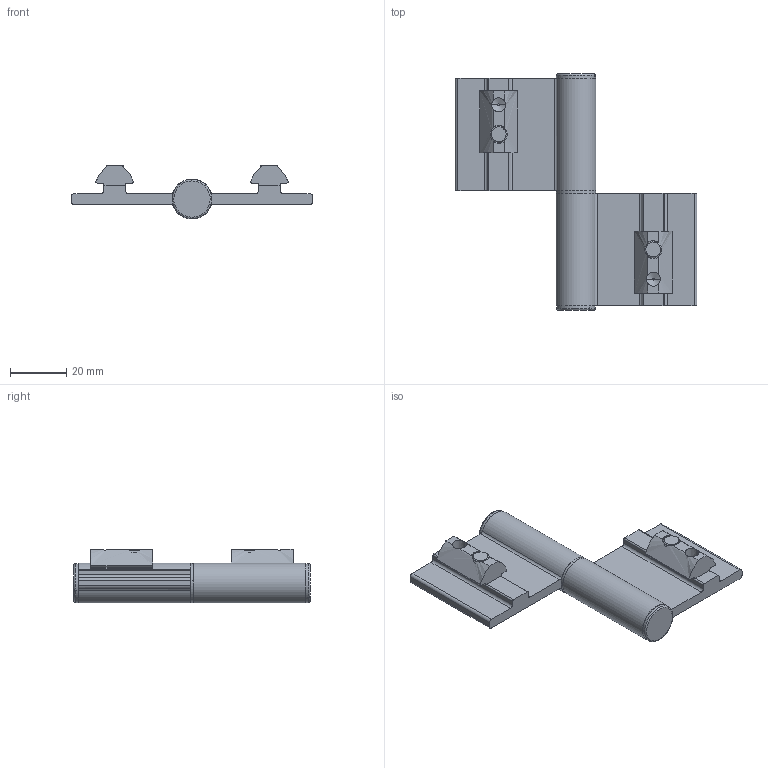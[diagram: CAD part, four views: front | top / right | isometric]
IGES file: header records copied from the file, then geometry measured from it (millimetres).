
Global section: file name: 125041; native system: Autodesk Inventor 2021; preprocessor: unknown; author: TraceParts; organization: TraceParts S.A.; date: 20230130.134303; units: millimetre
Bounding box: 86 x 84 x 19.19 mm (x, y, z)
Volume: 26685.2 mm3; surface area: 18882.9 mm2
Topology: 9 solids, 9 shells, 368 faces, 928 edges, 582 vertices
Faces by surface type: bspline 368
